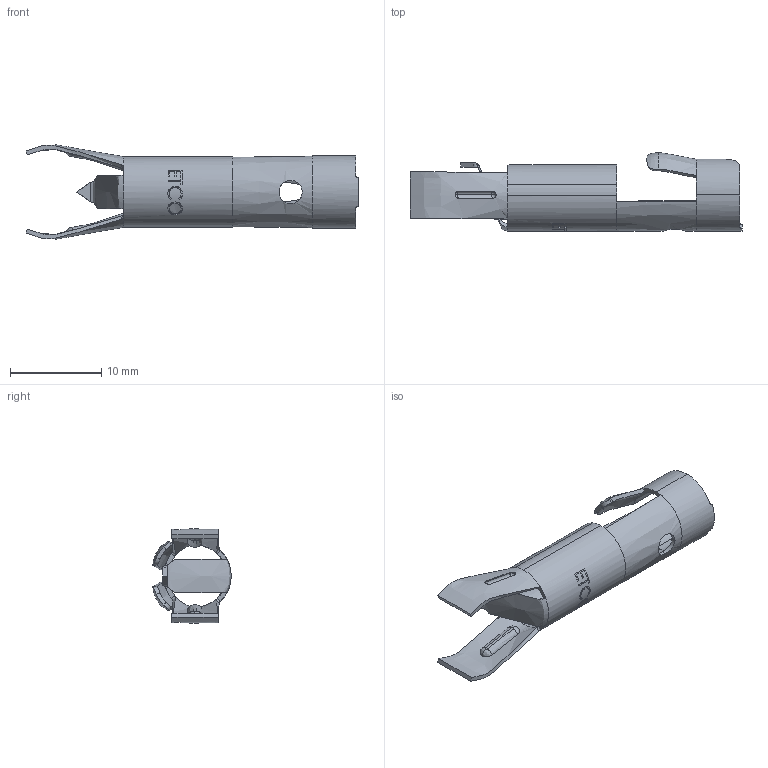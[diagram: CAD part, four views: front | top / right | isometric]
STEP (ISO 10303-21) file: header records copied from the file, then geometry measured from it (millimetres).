
FILE_DESCRIPTION (( 'STEP AP203' ), '1' );
FILE_NAME ('DT90.STEP', '2019-11-05T13:06:38', ( 'tempuser' ), ( 'Microsoft' ), 'SwSTEP 2.0', 'SolidWorks 2019', '' );
FILE_SCHEMA (( 'CONFIG_CONTROL_DESIGN' ));
Length unit declared in the file: inch
Products named in the file (1): DT90
Bounding box: 36.32 x 8.56 x 10.3 mm (x, y, z)
Volume: 270.3 mm3; surface area: 1311.1 mm2
Topology: 1 solids, 1 shells, 175 faces, 470 edges, 298 vertices
Faces by surface type: bspline 85, cylinder 43, plane 31, sphere 8, cone 4, torus 4
Entity records: 11011 total; most frequent: CARTESIAN_POINT 7375, ORIENTED_EDGE 924, EDGE_CURVE 462, DIRECTION 444, VERTEX_POINT 298, B_SPLINE_CURVE_WITH_KNOTS 282, EDGE_LOOP 186, AXIS2_PLACEMENT_3D 177
